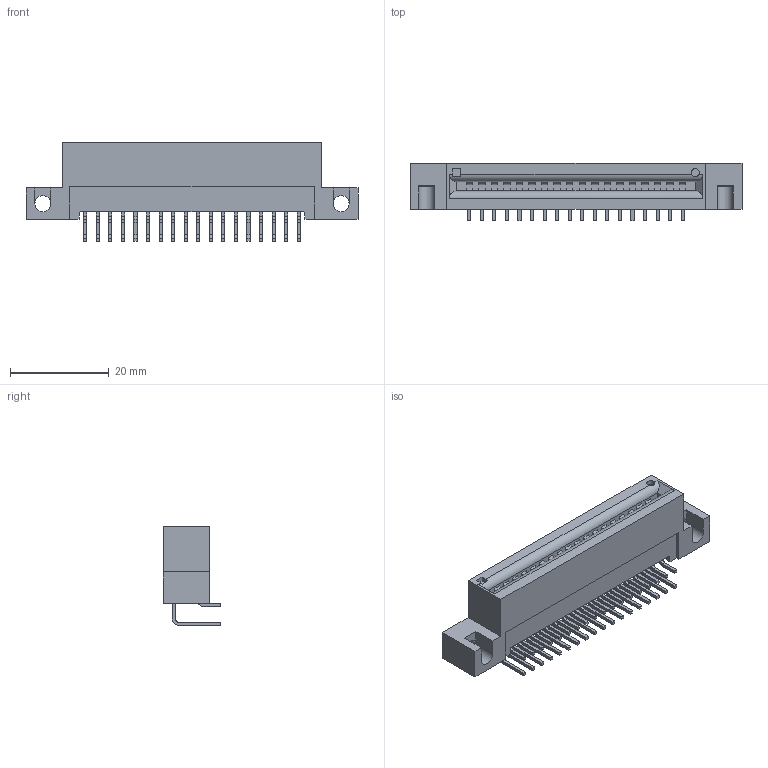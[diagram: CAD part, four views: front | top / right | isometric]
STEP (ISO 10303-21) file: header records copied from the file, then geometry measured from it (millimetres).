
FILE_DESCRIPTION((''),'2;1');
FILE_NAME('C-5645384-1','2011-08-08T',('workeradm'),('Tyco Electronics Ltd.'),'PRO/ENGINEER BY PARAMETRIC TECHNOLOGY CORPORATION, 2010430','PRO/ENGINEER BY PARAMETRIC TECHNOLOGY CORPORATION, 2010430','');
FILE_SCHEMA(('AUTOMOTIVE_DESIGN { 1 0 10303 214 1 1 1 1 }'));
Length unit declared in the file: millimetre
Products named in the file (1): C-5645384-1
Bounding box: 67.18 x 11.63 x 19.93 mm (x, y, z)
Volume: 6632.4 mm3; surface area: 5295.1 mm2
Topology: 1 solids, 1 shells, 568 faces, 1589 edges, 1058 vertices
Faces by surface type: plane 412, cylinder 156
Entity records: 18606 total; most frequent: CARTESIAN_POINT 3256, ORIENTED_EDGE 3178, DIRECTION 3031, EDGE_CURVE 1589, VECTOR 1273, LINE 1273, VERTEX_POINT 1058, AXIS2_PLACEMENT_3D 879
